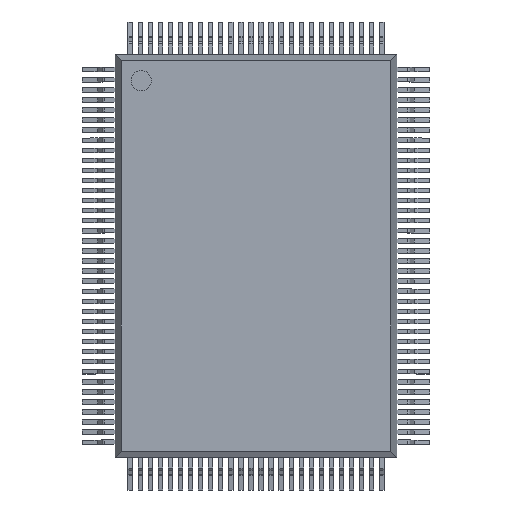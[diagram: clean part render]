
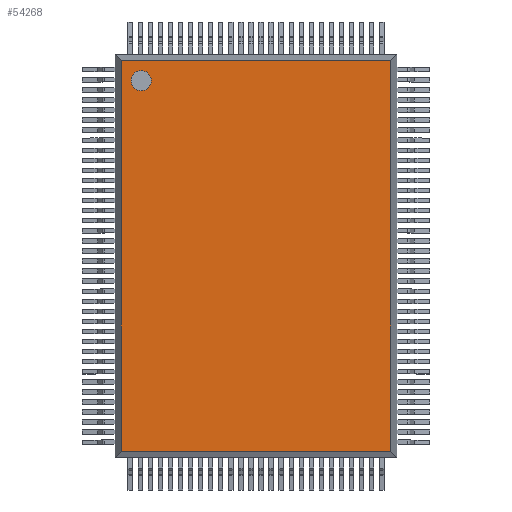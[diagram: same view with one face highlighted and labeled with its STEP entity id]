
A CAD part, top view. The second image highlights one B-rep face of the part: STEP entity #54268.
In plain terms, the highlighted planar face has unit normal (0, 0, 1).
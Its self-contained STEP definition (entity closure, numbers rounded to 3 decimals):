
#53883=CARTESIAN_POINT('',(-5.2,8.7,3.4));
#53884=VERTEX_POINT('',#53883);
#53893=CARTESIAN_POINT('',(-6.2,8.7,3.4));
#53894=VERTEX_POINT('',#53893);
#53895=CARTESIAN_POINT('',(-5.7,8.7,3.4));
#53896=DIRECTION('',(0.0,0.0,-1.0));
#53897=DIRECTION('',(1.0,0.0,0.0));
#53898=AXIS2_PLACEMENT_3D('',#53895,#53896,#53897);
#53899=CIRCLE('',#53898,0.5);
#53900=EDGE_CURVE('',#53894,#53884,#53899,.T.);
#53934=CARTESIAN_POINT('',(-5.7,8.7,3.4));
#53935=DIRECTION('',(0.0,0.0,-1.0));
#53936=DIRECTION('',(1.0,0.0,0.0));
#53937=AXIS2_PLACEMENT_3D('',#53934,#53935,#53936);
#53938=CIRCLE('',#53937,0.5);
#53939=EDGE_CURVE('',#53884,#53894,#53938,.T.);
#54151=CARTESIAN_POINT('',(-6.7,9.7,3.4));
#54152=VERTEX_POINT('',#54151);
#54159=CARTESIAN_POINT('',(6.7,9.7,3.4));
#54160=VERTEX_POINT('',#54159);
#54161=CARTESIAN_POINT('',(-6.7,9.7,3.4));
#54162=DIRECTION('',(1.0,0.0,0.0));
#54163=VECTOR('',#54162,13.4);
#54164=LINE('',#54161,#54163);
#54165=EDGE_CURVE('',#54152,#54160,#54164,.T.);
#54182=CARTESIAN_POINT('',(-6.7,-9.7,3.4));
#54183=VERTEX_POINT('',#54182);
#54190=CARTESIAN_POINT('',(-6.7,-9.7,3.4));
#54191=DIRECTION('',(0.0,1.0,0.0));
#54192=VECTOR('',#54191,19.4);
#54193=LINE('',#54190,#54192);
#54194=EDGE_CURVE('',#54183,#54152,#54193,.T.);
#54213=CARTESIAN_POINT('',(6.7,-9.7,3.4));
#54214=VERTEX_POINT('',#54213);
#54221=CARTESIAN_POINT('',(6.7,-9.7,3.4));
#54222=DIRECTION('',(-1.0,0.0,0.0));
#54223=VECTOR('',#54222,13.4);
#54224=LINE('',#54221,#54223);
#54225=EDGE_CURVE('',#54214,#54183,#54224,.T.);
#54243=CARTESIAN_POINT('',(6.7,9.7,3.4));
#54244=DIRECTION('',(0.0,-1.0,0.0));
#54245=VECTOR('',#54244,19.4);
#54246=LINE('',#54243,#54245);
#54247=EDGE_CURVE('',#54160,#54214,#54246,.T.);
#54253=CARTESIAN_POINT('',(0.,0.,3.4));
#54254=DIRECTION('',(0.0,0.0,1.0));
#54255=DIRECTION('',(0.0,1.0,0.0));
#54256=AXIS2_PLACEMENT_3D('',#54253,#54254,#54255);
#54257=PLANE('',#54256);
#54258=ORIENTED_EDGE('',*,*,#54165,.F.);
#54259=ORIENTED_EDGE('',*,*,#54194,.F.);
#54260=ORIENTED_EDGE('',*,*,#54225,.F.);
#54261=ORIENTED_EDGE('',*,*,#54247,.F.);
#54262=EDGE_LOOP('',(#54258,#54259,#54260,#54261));
#54263=FACE_OUTER_BOUND('',#54262,.T.);
#54264=ORIENTED_EDGE('',*,*,#53939,.T.);
#54265=ORIENTED_EDGE('',*,*,#53900,.T.);
#54266=EDGE_LOOP('',(#54264,#54265));
#54267=FACE_BOUND('',#54266,.T.);
#54268=ADVANCED_FACE('',(#54263,#54267),#54257,.T.);
